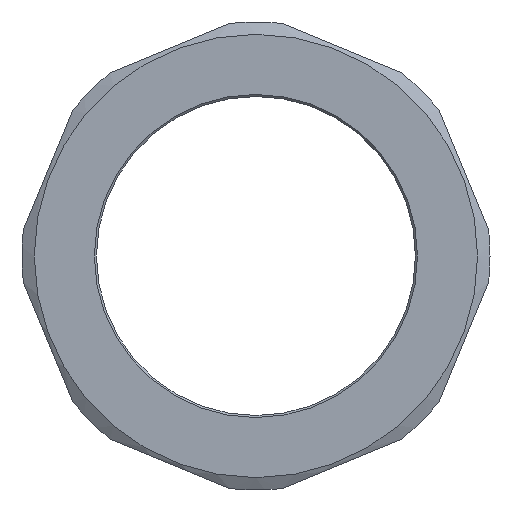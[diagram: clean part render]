
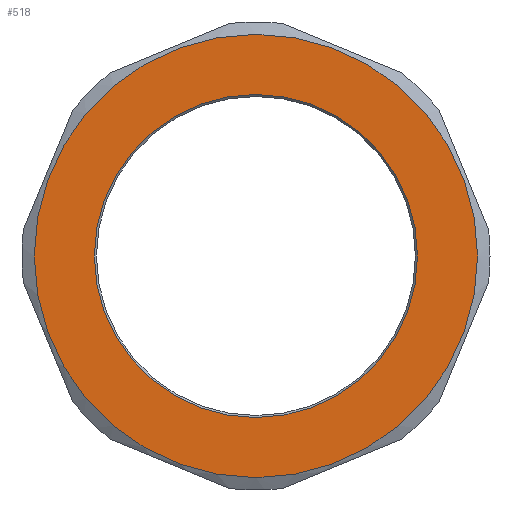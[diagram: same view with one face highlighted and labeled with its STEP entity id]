
A CAD part, left-side view. The second image highlights one B-rep face of the part: STEP entity #518.
In plain terms, the highlighted planar face has unit normal (-1, 0, 0).
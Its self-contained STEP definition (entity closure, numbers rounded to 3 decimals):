
#34=FACE_BOUND('',#94,.T.);
#37=PLANE('',#575);
#62=FACE_OUTER_BOUND('',#93,.T.);
#93=EDGE_LOOP('',(#364));
#94=EDGE_LOOP('',(#365));
#177=CIRCLE('',#574,24.05);
#178=CIRCLE('',#576,33.);
#217=VERTEX_POINT('',#820);
#218=VERTEX_POINT('',#824);
#273=EDGE_CURVE('',#217,#217,#177,.T.);
#275=EDGE_CURVE('',#218,#218,#178,.T.);
#364=ORIENTED_EDGE('',*,*,#275,.T.);
#365=ORIENTED_EDGE('',*,*,#273,.F.);
#518=ADVANCED_FACE('',(#62,#34),#37,.T.);
#574=AXIS2_PLACEMENT_3D('',#821,#658,#659);
#575=AXIS2_PLACEMENT_3D('',#823,#661,#662);
#576=AXIS2_PLACEMENT_3D('',#825,#663,#664);
#658=DIRECTION('center_axis',(-1.,0.,0.));
#659=DIRECTION('ref_axis',(0.,1.,0.));
#661=DIRECTION('center_axis',(-1.,0.,0.));
#662=DIRECTION('ref_axis',(0.,0.,1.));
#663=DIRECTION('center_axis',(-1.,0.,0.));
#664=DIRECTION('ref_axis',(0.,1.,0.));
#820=CARTESIAN_POINT('',(-23.,-24.05,0.));
#821=CARTESIAN_POINT('Origin',(-23.,0.,0.));
#823=CARTESIAN_POINT('Origin',(-23.,0.,0.));
#824=CARTESIAN_POINT('',(-23.,-33.,0.));
#825=CARTESIAN_POINT('Origin',(-23.,0.,0.));
